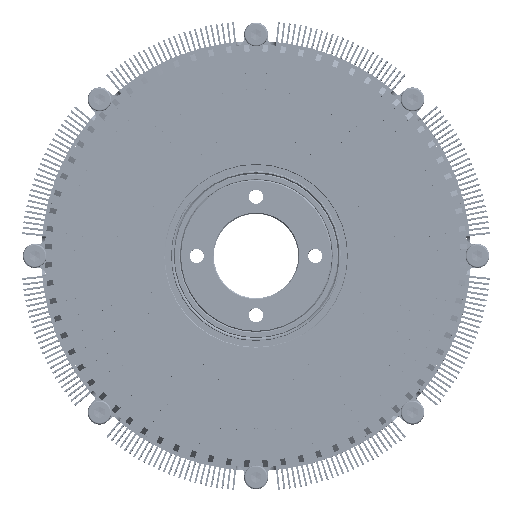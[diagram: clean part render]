
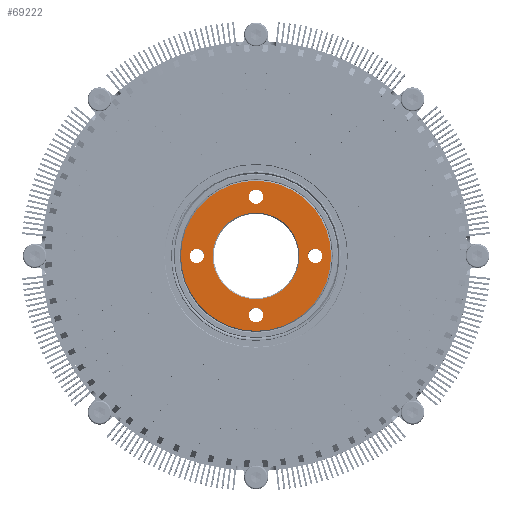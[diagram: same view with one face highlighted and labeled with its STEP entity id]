
A CAD part, top view. The second image highlights one B-rep face of the part: STEP entity #69222.
In plain terms, the highlighted planar face has unit normal (0, 0, 1).
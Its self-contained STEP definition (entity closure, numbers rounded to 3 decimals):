
#343=FACE_BOUND('',#8835,.T.);
#344=FACE_BOUND('',#8836,.T.);
#345=FACE_BOUND('',#8837,.T.);
#346=FACE_BOUND('',#8838,.T.);
#347=FACE_BOUND('',#8839,.T.);
#2535=PLANE('',#74436);
#5031=FACE_OUTER_BOUND('',#8834,.T.);
#8834=EDGE_LOOP('',(#51723));
#8835=EDGE_LOOP('',(#51724));
#8836=EDGE_LOOP('',(#51725));
#8837=EDGE_LOOP('',(#51726));
#8838=EDGE_LOOP('',(#51727));
#8839=EDGE_LOOP('',(#51728));
#26459=CIRCLE('',#74433,12.8);
#26462=CIRCLE('',#74437,22.2);
#26463=CIRCLE('',#74438,2.117);
#26464=CIRCLE('',#74439,2.117);
#26465=CIRCLE('',#74440,2.117);
#26466=CIRCLE('',#74441,2.117);
#30804=VERTEX_POINT('',#107019);
#30807=VERTEX_POINT('',#107027);
#30808=VERTEX_POINT('',#107029);
#30809=VERTEX_POINT('',#107031);
#30810=VERTEX_POINT('',#107033);
#30811=VERTEX_POINT('',#107035);
#38584=EDGE_CURVE('',#30804,#30804,#26459,.T.);
#38588=EDGE_CURVE('',#30807,#30807,#26462,.T.);
#38589=EDGE_CURVE('',#30808,#30808,#26463,.T.);
#38590=EDGE_CURVE('',#30809,#30809,#26464,.T.);
#38591=EDGE_CURVE('',#30810,#30810,#26465,.T.);
#38592=EDGE_CURVE('',#30811,#30811,#26466,.T.);
#51723=ORIENTED_EDGE('',*,*,#38588,.F.);
#51724=ORIENTED_EDGE('',*,*,#38589,.T.);
#51725=ORIENTED_EDGE('',*,*,#38590,.T.);
#51726=ORIENTED_EDGE('',*,*,#38591,.T.);
#51727=ORIENTED_EDGE('',*,*,#38592,.T.);
#51728=ORIENTED_EDGE('',*,*,#38584,.F.);
#69222=ADVANCED_FACE('',(#5031,#343,#344,#345,#346,#347),#2535,.T.);
#74433=AXIS2_PLACEMENT_3D('',#107020,#85789,#85790);
#74436=AXIS2_PLACEMENT_3D('',#107026,#85796,#85797);
#74437=AXIS2_PLACEMENT_3D('',#107028,#85798,#85799);
#74438=AXIS2_PLACEMENT_3D('',#107030,#85800,#85801);
#74439=AXIS2_PLACEMENT_3D('',#107032,#85802,#85803);
#74440=AXIS2_PLACEMENT_3D('',#107034,#85804,#85805);
#74441=AXIS2_PLACEMENT_3D('',#107036,#85806,#85807);
#85789=DIRECTION('center_axis',(0.,0.,1.));
#85790=DIRECTION('ref_axis',(0.,-1.,0.));
#85796=DIRECTION('center_axis',(0.,0.,1.));
#85797=DIRECTION('ref_axis',(1.,0.,0.));
#85798=DIRECTION('center_axis',(0.,0.,-1.));
#85799=DIRECTION('ref_axis',(0.,-1.,0.));
#85800=DIRECTION('center_axis',(0.,0.,-1.));
#85801=DIRECTION('ref_axis',(1.,0.,0.));
#85802=DIRECTION('center_axis',(0.,0.,-1.));
#85803=DIRECTION('ref_axis',(1.,0.,0.));
#85804=DIRECTION('center_axis',(0.,0.,-1.));
#85805=DIRECTION('ref_axis',(1.,0.,0.));
#85806=DIRECTION('center_axis',(0.,0.,-1.));
#85807=DIRECTION('ref_axis',(1.,0.,0.));
#107019=CARTESIAN_POINT('',(0.,12.8,25.));
#107020=CARTESIAN_POINT('Origin',(0.,0.,25.));
#107026=CARTESIAN_POINT('Origin',(0.,22.5,25.));
#107027=CARTESIAN_POINT('',(0.,22.2,25.));
#107028=CARTESIAN_POINT('Origin',(0.,0.,25.));
#107029=CARTESIAN_POINT('',(15.383,0.,25.));
#107030=CARTESIAN_POINT('Origin',(17.5,0.,25.));
#107031=CARTESIAN_POINT('',(-2.117,-17.5,25.));
#107032=CARTESIAN_POINT('Origin',(0.,-17.5,25.));
#107033=CARTESIAN_POINT('',(-19.617,0.,25.));
#107034=CARTESIAN_POINT('Origin',(-17.5,0.,25.));
#107035=CARTESIAN_POINT('',(-2.117,17.5,25.));
#107036=CARTESIAN_POINT('Origin',(0.,17.5,25.));
